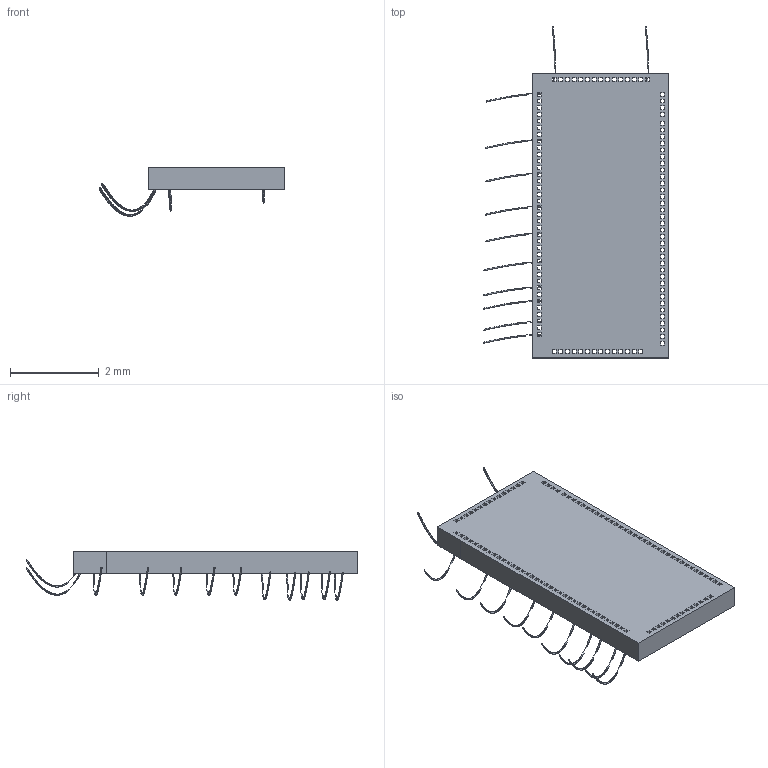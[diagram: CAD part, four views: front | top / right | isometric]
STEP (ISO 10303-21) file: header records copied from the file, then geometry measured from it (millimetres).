
FILE_DESCRIPTION(('FreeCAD Model'),'2;1');
FILE_NAME('Open CASCADE Shape Model','2023-04-13T10:49:26',( 'kicad StepUp'),('ksu MCAD'),'Open CASCADE STEP processor 7.6', 'FreeCAD','Unknown');
FILE_SCHEMA(('AUTOMOTIVE_DESIGN { 1 0 10303 214 1 1 1 1 }'));
Length unit declared in the file: millimetre
Products named in the file (14): OWB1_TOP; Body; Sweep; Sweep001; Sweep002; Sweep003; Sweep004; Sweep005; Sweep006; Sweep007; Sweep008; Sweep009; Sweep010; Sweep011
Assembly tree (13 placements, depth 2):
  OWB1_TOP
    Body
    Sweep
    Sweep001
    Sweep002
    Sweep003
    Sweep004
    Sweep005
    Sweep006
    Sweep007
    Sweep008
    Sweep009
    Sweep010
    Sweep011
Bounding box: 4.18 x 7.47 x 1.09 mm (x, y, z)
Volume: 9.4 mm3; surface area: 66.7 mm2
Topology: 1 solids, 13 shells, 435 faces, 1299 edges, 866 vertices
Faces by surface type: plane 423, bspline 12
Entity records: 16317 total; most frequent: CARTESIAN_POINT 3982, ORIENTED_EDGE 2574, DIRECTION 2137, EDGE_CURVE 1299, LINE 1263, VECTOR 1263, VERTEX_POINT 866, FACE_BOUND 643
